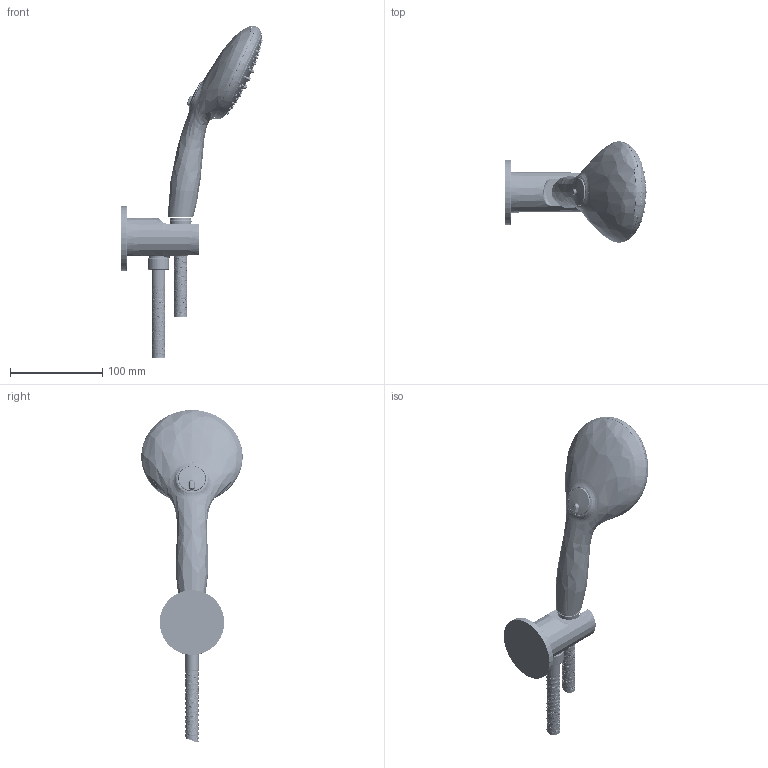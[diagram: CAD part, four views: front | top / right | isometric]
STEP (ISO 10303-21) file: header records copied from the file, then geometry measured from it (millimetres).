
FILE_DESCRIPTION(/* description */ ('Unknown'),/* implementation_level */ '2;1');
FILE_NAME(/* name */ '26921003',/* time_stamp */ '2023-01-31T18:29:05+01:00',/* author */ ('Unknown'),/* organization */ ('GROHE AG'),/* preprocessor_version */ 'ST-DEVELOPER v16.7',/* originating_system */ 'DEX',/* authorisation */ $);
FILE_SCHEMA (('AUTOMOTIVE_DESIGN {1 0 10303 214 3 1 1}'));
Products named in the file (1): 26921003
Bounding box: 153.59 x 109.68 x 359.22 mm (x, y, z)
Volume: 183917 mm3; surface area: 177534.1 mm2
Topology: 9 solids, 13 shells, 7398 faces, 18288 edges, 10603 vertices
Faces by surface type: bspline 4282, cylinder 1026, plane 796, torus 723, cone 328, sphere 243
Full cylindrical faces by diameter (mm): 0.83 x4, 2.8 x144, 3.242 x1, 3.7 x72, 4.1 x14, 8.3 x2, 10.8 x2, 12 x2, 14 x1, 14.7 x2, 15 x1, 16 x2, 16.2 x3, 17.996 x4, 18.631 x2, 19.2 x1, 19.9 x1, 20.96 x2, 21 x2, 21.2 x4, 22.2 x2, 22.6 x1, 23 x1, 23.8 x1, 30.98 x1, 90.8 x1, 100 x1, 100.004 x1
Entity records: 290621 total; most frequent: CARTESIAN_POINT 156467, ORIENTED_EDGE 32176, DIRECTION 19303, EDGE_CURVE 16088, VERTEX_POINT 9796, EDGE_LOOP 8886, FACE_BOUND 8886, AXIS2_PLACEMENT_3D 8795
